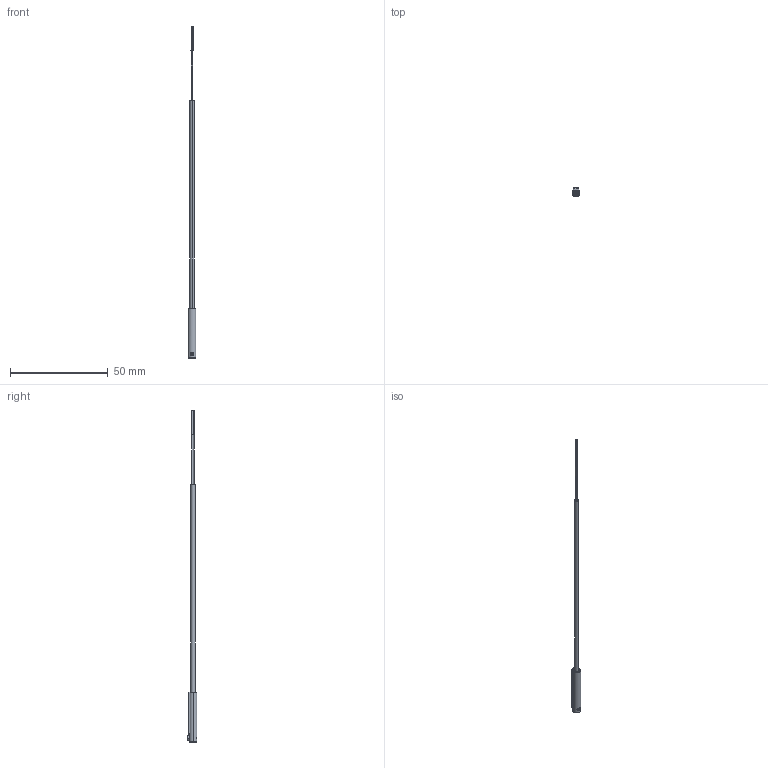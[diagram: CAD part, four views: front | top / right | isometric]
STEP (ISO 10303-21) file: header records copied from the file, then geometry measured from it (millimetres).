
FILE_DESCRIPTION (( 'STEP AP214' ), '1' );
FILE_NAME ('CPS9C-AN-A.STEP', '2020-02-24T14:08:33', ( '' ), ( '' ), 'SwSTEP 2.0', 'SolidWorks 2019', '' );
FILE_SCHEMA (( 'AUTOMOTIVE_DESIGN' ));
Length unit declared in the file: inch
Products named in the file (1): CPS9C-AN-A
Bounding box: 4 x 5.08 x 169.9 mm (x, y, z)
Volume: 831.7 mm3; surface area: 1393.4 mm2
Topology: 2 solids, 2 shells, 84 faces, 198 edges, 113 vertices
Faces by surface type: cylinder 37, plane 20, bspline 20, cone 7
Entity records: 2830 total; most frequent: CARTESIAN_POINT 970, DIRECTION 385, ORIENTED_EDGE 372, EDGE_CURVE 186, AXIS2_PLACEMENT_3D 160, VERTEX_POINT 113, CIRCLE 95, EDGE_LOOP 93
